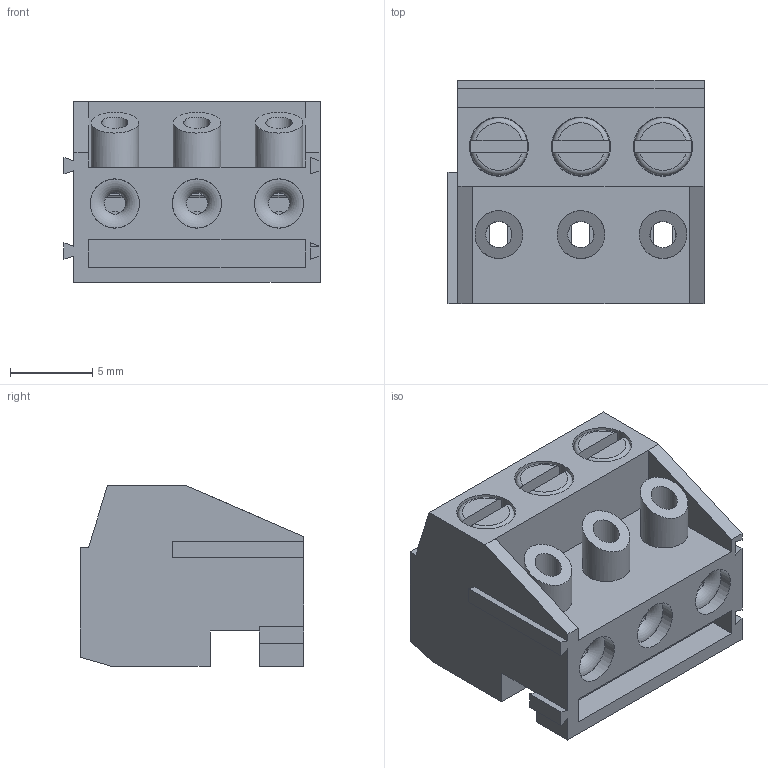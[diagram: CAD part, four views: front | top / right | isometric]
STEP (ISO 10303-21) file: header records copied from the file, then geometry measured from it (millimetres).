
FILE_DESCRIPTION( ( 'Unknown' ), '1' );
FILE_NAME( '691301710003.stp', 'Unknown', ( 'Unknown' ), ( 'Unknown' ), 'PSStep 14.0', 'Unknown', ' ' );
FILE_SCHEMA( ( 'AUTOMOTIVE_DESIGN { 1 0 10303 214 1 1 1 1 }' ) );
Length unit declared in the file: millimetre
Products named in the file (5): Assem1; 6913017100xx_CAGE; 6913017100xx_PIN; 6913017100xx_VISSE; 691301710003
Assembly tree (10 placements, depth 2):
  Assem1
    6913017100xx_CAGE  x3
    6913017100xx_PIN  x3
    6913017100xx_VISSE  x3
    691301710003
Bounding box: 15.6 x 13.6 x 11 mm (x, y, z)
Volume: 1133.8 mm3; surface area: 2922.8 mm2
Topology: 10 solids, 10 shells, 485 faces, 1296 edges, 853 vertices
Faces by surface type: plane 308, cylinder 159, torus 15, cone 3
Full cylindrical faces by diameter (mm): 1.6 x6, 2 x3, 2.5 x3, 2.8 x3, 2.9 x3, 3 x6, 3.5 x3, 3.6 x3
Entity records: 9242 total; most frequent: CARTESIAN_POINT 1325, DIRECTION 1210, ORIENTED_EDGE 1186, EDGE_CURVE 593, LINE 456, VECTOR 456, VERTEX_POINT 404, AXIS2_PLACEMENT_3D 377
